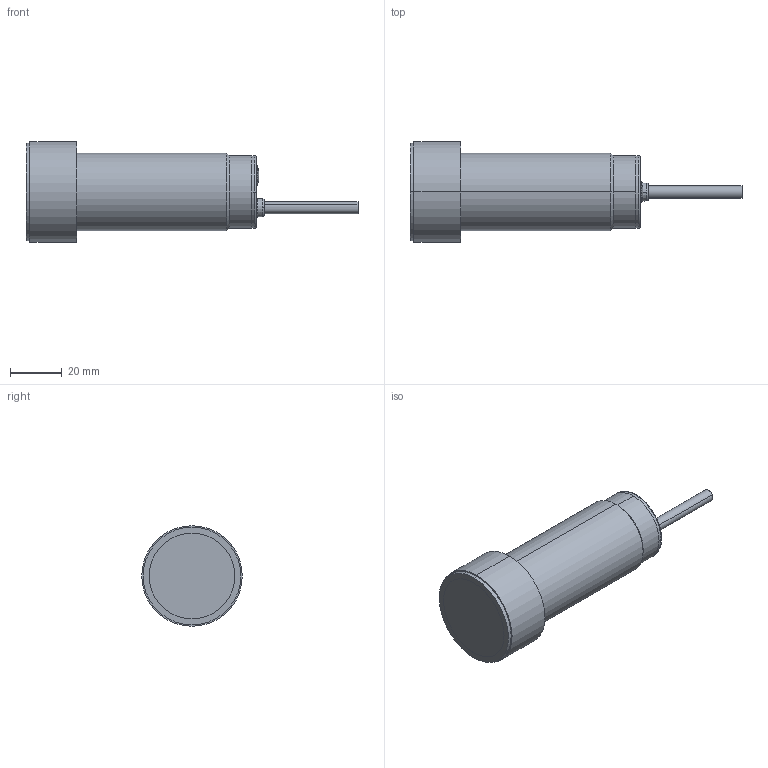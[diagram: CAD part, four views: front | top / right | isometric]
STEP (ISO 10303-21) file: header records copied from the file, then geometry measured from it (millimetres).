
FILE_DESCRIPTION (( 'STEP AP214' ), '1' );
FILE_NAME ('UT2F-EM-0A.step', '2018-04-12T21:52:47', ( '' ), ( '' ), 'SwSTEP 2.0', 'SolidWorks 2017', '' );
FILE_SCHEMA (( 'AUTOMOTIVE_DESIGN' ));
Length unit declared in the file: inch
Products named in the file (1): UT2F-EM-0A
Bounding box: 128.1 x 38.8 x 38.8 mm (x, y, z)
Volume: 71778.2 mm3; surface area: 15496.4 mm2
Topology: 5 solids, 5 shells, 49 faces, 92 edges, 58 vertices
Faces by surface type: cylinder 20, plane 14, bspline 11, cone 4
Entity records: 2088 total; most frequent: CARTESIAN_POINT 389, DIRECTION 222, ORIENTED_EDGE 184, AXIS2_PLACEMENT_3D 99, EDGE_CURVE 92, CIRCLE 60, VERTEX_POINT 58, UNCERTAINTY_MEASURE_WITH_UNIT 56
